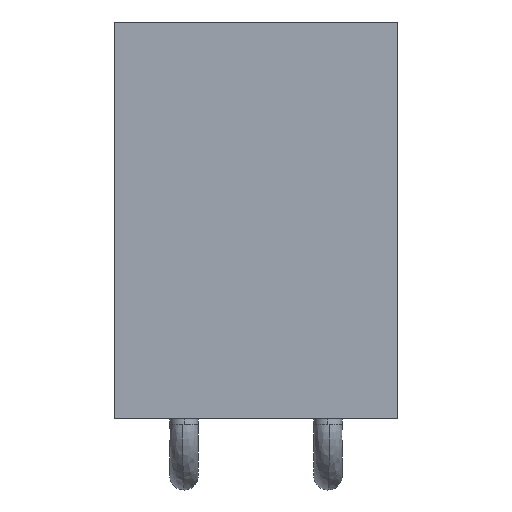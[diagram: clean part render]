
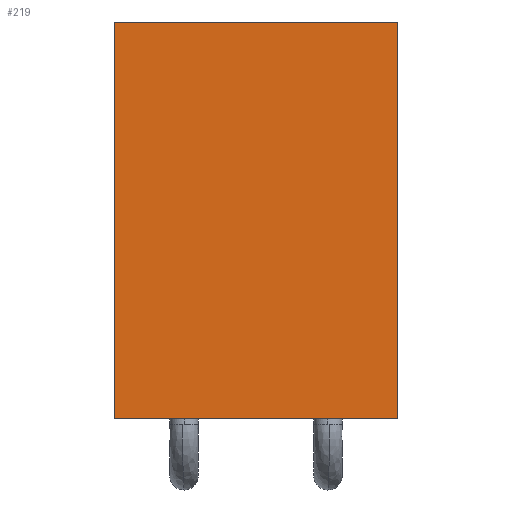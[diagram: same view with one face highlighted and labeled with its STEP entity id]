
A CAD part, top view. The second image highlights one B-rep face of the part: STEP entity #219.
In plain terms, the highlighted planar face has unit normal (0, 0, 1).
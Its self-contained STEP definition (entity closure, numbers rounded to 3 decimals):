
#26 = CARTESIAN_POINT ( 'NONE',  ( 2.5, 3.5, 2. ) ) ;
#106 = AXIS2_PLACEMENT_3D ( 'NONE', #378, #295, #899 ) ;
#130 = DIRECTION ( 'NONE',  ( -1., 0., 0. ) ) ;
#147 = VERTEX_POINT ( 'NONE', #799 ) ;
#170 = CARTESIAN_POINT ( 'NONE',  ( 2.5, -3.5, 2. ) ) ;
#173 = LINE ( 'NONE', #484, #566 ) ;
#183 = LINE ( 'NONE', #636, #896 ) ;
#219 = ADVANCED_FACE ( 'NONE', ( #449 ), #534, .F. ) ;
#257 = ORIENTED_EDGE ( 'NONE', *, *, #545, .T. ) ;
#274 = VECTOR ( 'NONE', #341, 1000. ) ;
#295 = DIRECTION ( 'NONE',  ( 0., 0., -1. ) ) ;
#341 = DIRECTION ( 'NONE',  ( 0., -1., 0. ) ) ;
#357 = EDGE_CURVE ( 'NONE', #614, #987, #890, .T. ) ;
#369 = CARTESIAN_POINT ( 'NONE',  ( -2.5, 3.5, 2. ) ) ;
#378 = CARTESIAN_POINT ( 'NONE',  ( 0., 0., 2. ) ) ;
#449 = FACE_OUTER_BOUND ( 'NONE', #700, .T. ) ;
#467 = ORIENTED_EDGE ( 'NONE', *, *, #651, .T. ) ;
#484 = CARTESIAN_POINT ( 'NONE',  ( -2.5, -3.5, 2. ) ) ;
#534 = PLANE ( 'NONE',  #106 ) ;
#545 = EDGE_CURVE ( 'NONE', #987, #147, #860, .T. ) ;
#564 = VERTEX_POINT ( 'NONE', #170 ) ;
#566 = VECTOR ( 'NONE', #789, 1000. ) ;
#614 = VERTEX_POINT ( 'NONE', #26 ) ;
#627 = VECTOR ( 'NONE', #130, 1000. ) ;
#636 = CARTESIAN_POINT ( 'NONE',  ( 2.5, -3.5, 2. ) ) ;
#642 = EDGE_CURVE ( 'NONE', #564, #614, #183, .T. ) ;
#651 = EDGE_CURVE ( 'NONE', #147, #564, #173, .T. ) ;
#678 = ORIENTED_EDGE ( 'NONE', *, *, #357, .T. ) ;
#700 = EDGE_LOOP ( 'NONE', ( #916, #678, #257, #467 ) ) ;
#722 = CARTESIAN_POINT ( 'NONE',  ( -2.5, -3.5, 2. ) ) ;
#789 = DIRECTION ( 'NONE',  ( 1., 0., 0. ) ) ;
#799 = CARTESIAN_POINT ( 'NONE',  ( -2.5, -3.5, 2. ) ) ;
#860 = LINE ( 'NONE', #722, #274 ) ;
#863 = DIRECTION ( 'NONE',  ( 0., 1., 0. ) ) ;
#890 = LINE ( 'NONE', #369, #627 ) ;
#896 = VECTOR ( 'NONE', #863, 1000. ) ;
#899 = DIRECTION ( 'NONE',  ( -1., 0., 0. ) ) ;
#915 = CARTESIAN_POINT ( 'NONE',  ( -2.5, 3.5, 2. ) ) ;
#916 = ORIENTED_EDGE ( 'NONE', *, *, #642, .T. ) ;
#987 = VERTEX_POINT ( 'NONE', #915 ) ;
